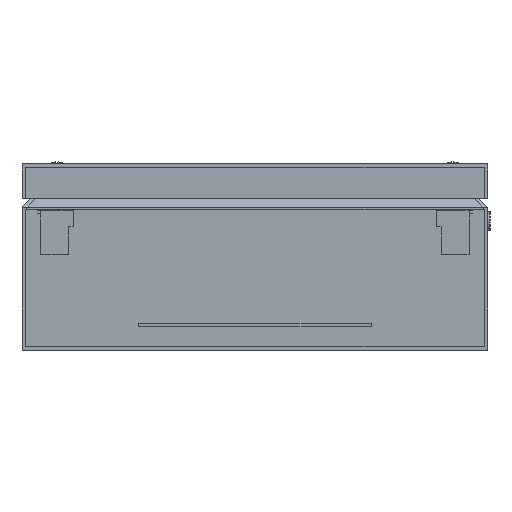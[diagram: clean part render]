
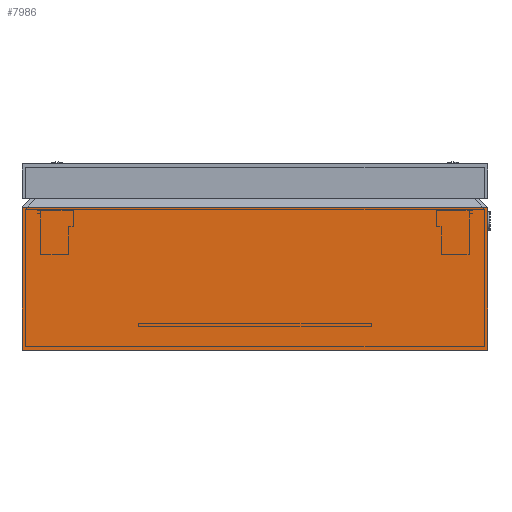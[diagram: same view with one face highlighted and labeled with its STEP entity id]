
A CAD part, left-side view. The second image highlights one B-rep face of the part: STEP entity #7986.
In plain terms, the highlighted planar face has unit normal (-1, 0, 0).
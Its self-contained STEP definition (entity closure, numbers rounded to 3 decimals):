
#96 = VERTEX_POINT ( 'NONE', #7333 ) ;
#1403 = VECTOR ( 'NONE', #10782, 1000. ) ;
#1725 = VECTOR ( 'NONE', #15850, 1000. ) ;
#2194 = CARTESIAN_POINT ( 'NONE',  ( 0., 200., 61.167 ) ) ;
#2419 = CARTESIAN_POINT ( 'NONE',  ( 0., 0., 61.167 ) ) ;
#2731 = VERTEX_POINT ( 'NONE', #2194 ) ;
#2887 = ORIENTED_EDGE ( 'NONE', *, *, #17805, .F. ) ;
#3004 = DIRECTION ( 'NONE',  ( 0., 1., 0. ) ) ;
#3607 = PLANE ( 'NONE',  #22164 ) ;
#3653 = EDGE_CURVE ( 'NONE', #8608, #2731, #20986, .T. ) ;
#5452 = DIRECTION ( 'NONE',  ( 0., 0., 1. ) ) ;
#5576 = CARTESIAN_POINT ( 'NONE',  ( 0., 0., 0. ) ) ;
#6375 = VERTEX_POINT ( 'NONE', #15884 ) ;
#6696 = EDGE_LOOP ( 'NONE', ( #15396, #2887, #6879, #9913 ) ) ;
#6879 = ORIENTED_EDGE ( 'NONE', *, *, #9233, .F. ) ;
#7333 = CARTESIAN_POINT ( 'NONE',  ( 0., 0., 0. ) ) ;
#7986 = ADVANCED_FACE ( 'NONE', ( #20781 ), #3607, .T. ) ;
#8486 = VECTOR ( 'NONE', #12432, 1000. ) ;
#8608 = VERTEX_POINT ( 'NONE', #2419 ) ;
#8791 = CARTESIAN_POINT ( 'NONE',  ( 0., 0., 0. ) ) ;
#9209 = LINE ( 'NONE', #21081, #1725 ) ;
#9233 = EDGE_CURVE ( 'NONE', #96, #6375, #21749, .T. ) ;
#9913 = ORIENTED_EDGE ( 'NONE', *, *, #13517, .T. ) ;
#10580 = LINE ( 'NONE', #5576, #8486 ) ;
#10782 = DIRECTION ( 'NONE',  ( 0., 1., 0. ) ) ;
#11649 = VECTOR ( 'NONE', #3004, 1000. ) ;
#12432 = DIRECTION ( 'NONE',  ( 0., 0., 1. ) ) ;
#13517 = EDGE_CURVE ( 'NONE', #96, #8608, #10580, .T. ) ;
#15396 = ORIENTED_EDGE ( 'NONE', *, *, #3653, .T. ) ;
#15850 = DIRECTION ( 'NONE',  ( 0., 0., 1. ) ) ;
#15884 = CARTESIAN_POINT ( 'NONE',  ( 0., 200., 0. ) ) ;
#17805 = EDGE_CURVE ( 'NONE', #6375, #2731, #9209, .T. ) ;
#19410 = CARTESIAN_POINT ( 'NONE',  ( 0., 0., 61.167 ) ) ;
#20069 = CARTESIAN_POINT ( 'NONE',  ( 0., 0., 0. ) ) ;
#20781 = FACE_OUTER_BOUND ( 'NONE', #6696, .T. ) ;
#20890 = DIRECTION ( 'NONE',  ( -1., 0., 0. ) ) ;
#20986 = LINE ( 'NONE', #19410, #1403 ) ;
#21081 = CARTESIAN_POINT ( 'NONE',  ( 0., 200., 0. ) ) ;
#21749 = LINE ( 'NONE', #20069, #11649 ) ;
#22164 = AXIS2_PLACEMENT_3D ( 'NONE', #8791, #20890, #5452 ) ;
